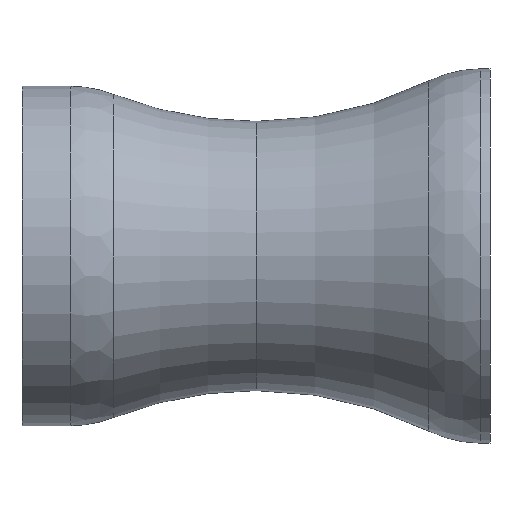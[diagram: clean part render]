
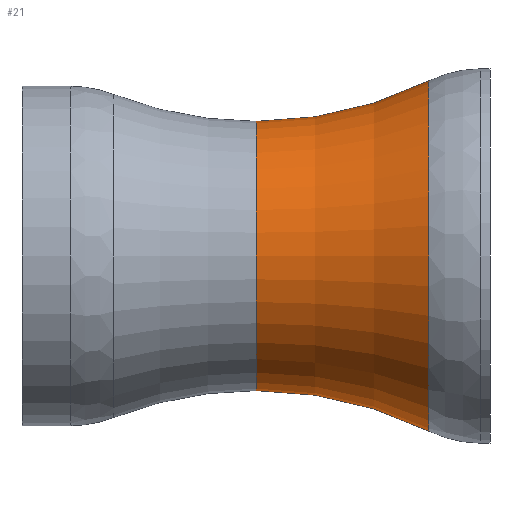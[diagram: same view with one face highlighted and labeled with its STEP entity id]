
A CAD part, front view. The second image highlights one B-rep face of the part: STEP entity #21.
In plain terms, the highlighted toroidal (fillet/blend) face has major radius 44.843 mm and minor radius 33.333 mm.
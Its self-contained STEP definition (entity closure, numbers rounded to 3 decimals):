
#21 = ADVANCED_FACE ( 'NONE', ( #36 ), #787, .F. ) ;
#36 = FACE_OUTER_BOUND ( 'NONE', #568, .T. ) ;
#39 = ORIENTED_EDGE ( 'NONE', *, *, #96, .T. ) ;
#70 = AXIS2_PLACEMENT_3D ( 'NONE', #1078, #1257, #334 ) ;
#81 = CARTESIAN_POINT ( 'NONE',  ( 0., 0., -44.843 ) ) ;
#96 = EDGE_CURVE ( 'NONE', #1175, #161, #347, .T. ) ;
#114 = ORIENTED_EDGE ( 'NONE', *, *, #961, .F. ) ;
#161 = VERTEX_POINT ( 'NONE', #576 ) ;
#266 = CARTESIAN_POINT ( 'NONE',  ( 0., 0., -11.51 ) ) ;
#330 = DIRECTION ( 'NONE',  ( 0., 0., 1. ) ) ;
#334 = DIRECTION ( 'NONE',  ( 0., 0., 1. ) ) ;
#347 = CIRCLE ( 'NONE', #1010, 33.333 ) ;
#407 = VERTEX_POINT ( 'NONE', #1339 ) ;
#467 = CARTESIAN_POINT ( 'NONE',  ( 0., 0., 44.843 ) ) ;
#568 = EDGE_LOOP ( 'NONE', ( #114, #39, #1440, #795 ) ) ;
#576 = CARTESIAN_POINT ( 'NONE',  ( 14.776, 0., -14.964 ) ) ;
#585 = CIRCLE ( 'NONE', #1503, 14.964 ) ;
#596 = DIRECTION ( 'NONE',  ( 0., 1., 0. ) ) ;
#670 = DIRECTION ( 'NONE',  ( -1., 0., 0. ) ) ;
#787 = TOROIDAL_SURFACE ( 'NONE', #1446, 44.843, 33.333 ) ;
#795 = ORIENTED_EDGE ( 'NONE', *, *, #1558, .F. ) ;
#799 = DIRECTION ( 'NONE',  ( 0., 0., 1. ) ) ;
#843 = DIRECTION ( 'NONE',  ( 0., 0., -1. ) ) ;
#894 = VERTEX_POINT ( 'NONE', #1308 ) ;
#923 = EDGE_CURVE ( 'NONE', #161, #407, #585, .T. ) ;
#961 = EDGE_CURVE ( 'NONE', #1175, #894, #1139, .T. ) ;
#970 = DIRECTION ( 'NONE',  ( 0., -1., 0. ) ) ;
#1010 = AXIS2_PLACEMENT_3D ( 'NONE', #81, #596, #1100 ) ;
#1078 = CARTESIAN_POINT ( 'NONE',  ( 0., 0., 0. ) ) ;
#1100 = DIRECTION ( 'NONE',  ( 0., 0., 1. ) ) ;
#1139 = CIRCLE ( 'NONE', #70, 11.51 ) ;
#1175 = VERTEX_POINT ( 'NONE', #266 ) ;
#1257 = DIRECTION ( 'NONE',  ( -1., 0., 0. ) ) ;
#1306 = CIRCLE ( 'NONE', #1457, 33.333 ) ;
#1308 = CARTESIAN_POINT ( 'NONE',  ( 0., 0., 11.51 ) ) ;
#1339 = CARTESIAN_POINT ( 'NONE',  ( 14.776, 0., 14.964 ) ) ;
#1410 = CARTESIAN_POINT ( 'NONE',  ( 0., 0., 0. ) ) ;
#1440 = ORIENTED_EDGE ( 'NONE', *, *, #923, .T. ) ;
#1446 = AXIS2_PLACEMENT_3D ( 'NONE', #1410, #670, #330 ) ;
#1451 = DIRECTION ( 'NONE',  ( -1., 0., 0. ) ) ;
#1457 = AXIS2_PLACEMENT_3D ( 'NONE', #467, #970, #843 ) ;
#1503 = AXIS2_PLACEMENT_3D ( 'NONE', #1552, #1451, #799 ) ;
#1552 = CARTESIAN_POINT ( 'NONE',  ( 14.776, 0., 0. ) ) ;
#1558 = EDGE_CURVE ( 'NONE', #894, #407, #1306, .T. ) ;
